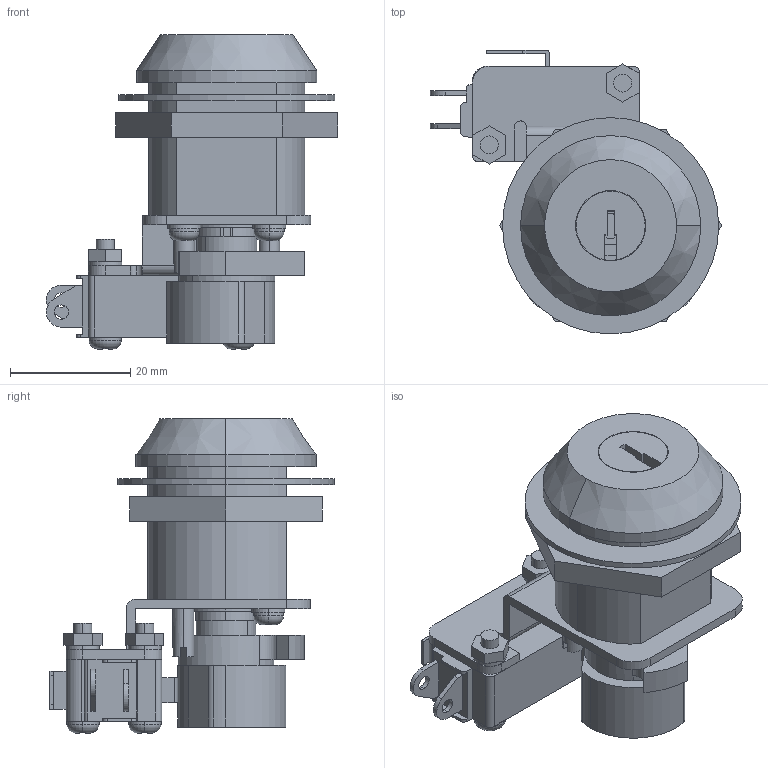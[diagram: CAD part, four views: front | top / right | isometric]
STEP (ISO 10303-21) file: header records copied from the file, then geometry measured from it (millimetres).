
FILE_DESCRIPTION (( 'STEP AP203' ), '1' );
FILE_NAME ('S-1-90-BC-1.STEP', '2012-04-05T05:28:12', ( '11sw' ), ( 'タキゲン製造株式会社' ), 'SwSTEP 2.0', 'SolidWorks 2011', '' );
FILE_SCHEMA (( 'CONFIG_CONTROL_DESIGN' ));
Length unit declared in the file: millimetre
Products named in the file (8): S-1-90-BC-1; S-1カム__ねじ付き; S-1僉乕僗僀僢僠__偹偠晅偒; S-1ストッパー_; S-1大ナット_; S-1パッキン_; S-1キャップ_; S-1本体__90度回転
Assembly tree (7 placements, depth 2):
  S-1-90-BC-1
    S-1カム__ねじ付き
    S-1ストッパー_
    S-1僉乕僗僀僢僠__偹偠晅偒
    S-1大ナット_
    S-1パッキン_
    S-1キャップ_
    S-1本体__90度回転
Bounding box: 48.47 x 47.3 x 52.3 mm (x, y, z)
Volume: 27495.4 mm3; surface area: 16041.3 mm2
Topology: 7 solids, 7 shells, 401 faces, 1040 edges, 683 vertices
Faces by surface type: plane 277, cylinder 110, torus 10, cone 4
Entity records: 13351 total; most frequent: CARTESIAN_POINT 2542, ORIENTED_EDGE 2080, DIRECTION 2053, EDGE_CURVE 1040, VECTOR 697, LINE 697, VERTEX_POINT 683, AXIS2_PLACEMENT_3D 678
